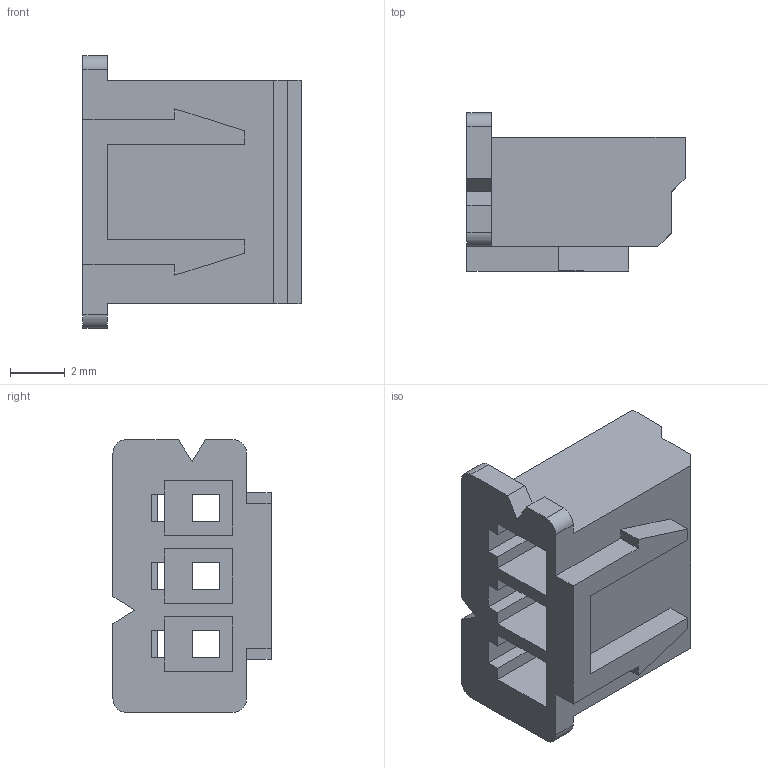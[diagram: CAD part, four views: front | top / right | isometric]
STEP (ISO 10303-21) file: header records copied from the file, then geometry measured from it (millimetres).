
FILE_DESCRIPTION (( 'STEP AP214' ), '1' );
FILE_NAME ('FHG25001-S03M2W1B-REF.STEP', '2025-04-23T06:59:51', ( '' ), ( '' ), 'SwSTEP 2.0', 'SolidWorks 2021', '' );
FILE_SCHEMA (( 'AUTOMOTIVE_DESIGN' ));
Length unit declared in the file: millimetre
Products named in the file (1): FHG25001-S03M2W1B-REF
Bounding box: 8 x 5.8 x 10 mm (x, y, z)
Volume: 155.4 mm3; surface area: 523.3 mm2
Topology: 1 solids, 1 shells, 92 faces, 270 edges, 174 vertices
Faces by surface type: plane 88, cylinder 4
Entity records: 3036 total; most frequent: ORIENTED_EDGE 540, CARTESIAN_POINT 537, DIRECTION 464, EDGE_CURVE 270, VECTOR 262, LINE 262, VERTEX_POINT 174, AXIS2_PLACEMENT_3D 101
